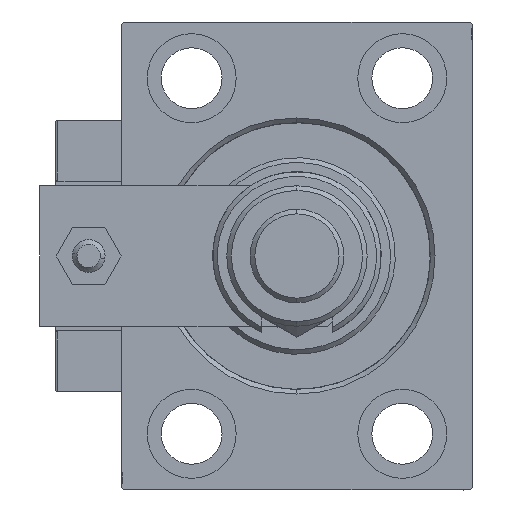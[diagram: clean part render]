
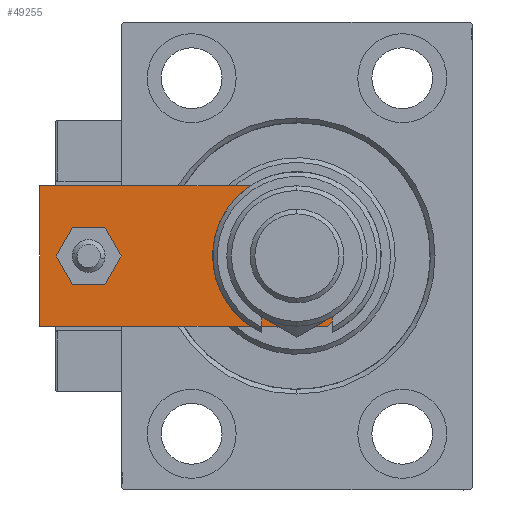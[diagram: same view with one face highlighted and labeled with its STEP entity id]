
A CAD part, left-side view. The second image highlights one B-rep face of the part: STEP entity #49255.
In plain terms, the highlighted face is planar.
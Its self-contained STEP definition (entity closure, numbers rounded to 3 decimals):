
#3390 = CARTESIAN_POINT ( 'NONE',  ( -3.25, -3.25, 8. ) ) ;
#3550 = CARTESIAN_POINT ( 'NONE',  ( 0., 0., 8. ) ) ;
#3930 = CARTESIAN_POINT ( 'NONE',  ( -15., 8.5, 8. ) ) ;
#4303 = AXIS2_PLACEMENT_3D ( 'NONE', #6195, #22591, #31858 ) ;
#4920 = DIRECTION ( 'NONE',  ( -1., 0., 0. ) ) ;
#5107 = ORIENTED_EDGE ( 'NONE', *, *, #5954, .T. ) ;
#5928 = VERTEX_POINT ( 'NONE', #34982 ) ;
#5954 = EDGE_CURVE ( 'NONE', #13091, #12676, #14255, .T. ) ;
#6195 = CARTESIAN_POINT ( 'NONE',  ( 0., 59.5, 8. ) ) ;
#7138 = VERTEX_POINT ( 'NONE', #3930 ) ;
#8474 = VERTEX_POINT ( 'NONE', #42029 ) ;
#8742 = CARTESIAN_POINT ( 'NONE',  ( 15., 8.5, 8. ) ) ;
#8793 = ORIENTED_EDGE ( 'NONE', *, *, #41216, .F. ) ;
#8821 = VERTEX_POINT ( 'NONE', #50143 ) ;
#11025 = VERTEX_POINT ( 'NONE', #40410 ) ;
#11043 = CARTESIAN_POINT ( 'NONE',  ( -10., 15., 8. ) ) ;
#11202 = ORIENTED_EDGE ( 'NONE', *, *, #51040, .T. ) ;
#11319 = DIRECTION ( 'NONE',  ( 0.707, -0.707, 0. ) ) ;
#11357 = ORIENTED_EDGE ( 'NONE', *, *, #16167, .F. ) ;
#12676 = VERTEX_POINT ( 'NONE', #37230 ) ;
#13091 = VERTEX_POINT ( 'NONE', #38507 ) ;
#13527 = CARTESIAN_POINT ( 'NONE',  ( 0., 59.5, 8. ) ) ;
#13588 = CARTESIAN_POINT ( 'NONE',  ( 0., 15., 8. ) ) ;
#14231 = VERTEX_POINT ( 'NONE', #8742 ) ;
#14255 = LINE ( 'NONE', #43128, #15410 ) ;
#15410 = VECTOR ( 'NONE', #47217, 1000. ) ;
#16167 = EDGE_CURVE ( 'NONE', #11025, #8821, #29604, .T. ) ;
#16642 = ORIENTED_EDGE ( 'NONE', *, *, #50093, .F. ) ;
#16644 = DIRECTION ( 'NONE',  ( 1., 0., 0. ) ) ;
#17355 = DIRECTION ( 'NONE',  ( 1., 0., 0. ) ) ;
#19699 = EDGE_LOOP ( 'NONE', ( #8793, #16642 ) ) ;
#19855 = DIRECTION ( 'NONE',  ( 0., -1., 0. ) ) ;
#20006 = VECTOR ( 'NONE', #4920, 1000. ) ;
#20448 = LINE ( 'NONE', #20715, #31430 ) ;
#20715 = CARTESIAN_POINT ( 'NONE',  ( 3.25, -3.25, 8. ) ) ;
#20737 = FACE_BOUND ( 'NONE', #49199, .T. ) ;
#21337 = EDGE_CURVE ( 'NONE', #14231, #5928, #51569, .T. ) ;
#22549 = AXIS2_PLACEMENT_3D ( 'NONE', #27382, #48065, #43973 ) ;
#22591 = DIRECTION ( 'NONE',  ( 0., 0., 1. ) ) ;
#22706 = CARTESIAN_POINT ( 'NONE',  ( 15., 0., 8. ) ) ;
#23445 = AXIS2_PLACEMENT_3D ( 'NONE', #3550, #37360, #16644 ) ;
#23948 = CARTESIAN_POINT ( 'NONE',  ( -15., 70., 8. ) ) ;
#25543 = DIRECTION ( 'NONE',  ( 0., 0., 1. ) ) ;
#26142 = AXIS2_PLACEMENT_3D ( 'NONE', #13527, #25543, #17355 ) ;
#27382 = CARTESIAN_POINT ( 'NONE',  ( 0., 15., 8. ) ) ;
#29523 = AXIS2_PLACEMENT_3D ( 'NONE', #13588, #46301, #38937 ) ;
#29604 = CIRCLE ( 'NONE', #26142, 4. ) ;
#30768 = VERTEX_POINT ( 'NONE', #11043 ) ;
#31430 = VECTOR ( 'NONE', #53942, 1000. ) ;
#31858 = DIRECTION ( 'NONE',  ( 1., 0., 0. ) ) ;
#32589 = ORIENTED_EDGE ( 'NONE', *, *, #40487, .F. ) ;
#33315 = CARTESIAN_POINT ( 'NONE',  ( 15., 70., 8. ) ) ;
#34040 = VECTOR ( 'NONE', #43668, 1000. ) ;
#34146 = EDGE_CURVE ( 'NONE', #7138, #13091, #48656, .T. ) ;
#34982 = CARTESIAN_POINT ( 'NONE',  ( 15., 70., 8. ) ) ;
#36074 = ORIENTED_EDGE ( 'NONE', *, *, #21337, .T. ) ;
#37230 = CARTESIAN_POINT ( 'NONE',  ( 6.5, 0., 8. ) ) ;
#37360 = DIRECTION ( 'NONE',  ( 0., 0., 1. ) ) ;
#38035 = VECTOR ( 'NONE', #11319, 1000. ) ;
#38507 = CARTESIAN_POINT ( 'NONE',  ( -6.5, 0., 8. ) ) ;
#38937 = DIRECTION ( 'NONE',  ( 1., 0., 0. ) ) ;
#39507 = ORIENTED_EDGE ( 'NONE', *, *, #53498, .T. ) ;
#40022 = CIRCLE ( 'NONE', #4303, 4. ) ;
#40410 = CARTESIAN_POINT ( 'NONE',  ( 4., 59.5, 8. ) ) ;
#40487 = EDGE_CURVE ( 'NONE', #8821, #11025, #40022, .T. ) ;
#40906 = PLANE ( 'NONE',  #23445 ) ;
#41196 = LINE ( 'NONE', #33315, #20006 ) ;
#41216 = EDGE_CURVE ( 'NONE', #30768, #52903, #48644, .T. ) ;
#41693 = VECTOR ( 'NONE', #19855, 1000. ) ;
#42029 = CARTESIAN_POINT ( 'NONE',  ( -15., 70., 8. ) ) ;
#42188 = EDGE_LOOP ( 'NONE', ( #11202, #50070, #5107, #39507, #36074, #43745 ) ) ;
#42878 = CARTESIAN_POINT ( 'NONE',  ( 10., 15., 8. ) ) ;
#43128 = CARTESIAN_POINT ( 'NONE',  ( -15., 0., 8. ) ) ;
#43668 = DIRECTION ( 'NONE',  ( 0., 1., 0. ) ) ;
#43745 = ORIENTED_EDGE ( 'NONE', *, *, #52328, .T. ) ;
#43973 = DIRECTION ( 'NONE',  ( 1., 0., 0. ) ) ;
#46062 = FACE_BOUND ( 'NONE', #19699, .T. ) ;
#46301 = DIRECTION ( 'NONE',  ( 0., 0., 1. ) ) ;
#47217 = DIRECTION ( 'NONE',  ( 1., 0., 0. ) ) ;
#48065 = DIRECTION ( 'NONE',  ( 0., 0., 1. ) ) ;
#48630 = CIRCLE ( 'NONE', #22549, 10. ) ;
#48644 = CIRCLE ( 'NONE', #29523, 10. ) ;
#48656 = LINE ( 'NONE', #3390, #38035 ) ;
#48734 = LINE ( 'NONE', #23948, #41693 ) ;
#49199 = EDGE_LOOP ( 'NONE', ( #32589, #11357 ) ) ;
#49255 = ADVANCED_FACE ( 'NONE', ( #20737, #49875, #46062 ), #40906, .T. ) ;
#49875 = FACE_OUTER_BOUND ( 'NONE', #42188, .T. ) ;
#50070 = ORIENTED_EDGE ( 'NONE', *, *, #34146, .T. ) ;
#50093 = EDGE_CURVE ( 'NONE', #52903, #30768, #48630, .T. ) ;
#50143 = CARTESIAN_POINT ( 'NONE',  ( -4., 59.5, 8. ) ) ;
#51040 = EDGE_CURVE ( 'NONE', #8474, #7138, #48734, .T. ) ;
#51569 = LINE ( 'NONE', #22706, #34040 ) ;
#52328 = EDGE_CURVE ( 'NONE', #5928, #8474, #41196, .T. ) ;
#52903 = VERTEX_POINT ( 'NONE', #42878 ) ;
#53498 = EDGE_CURVE ( 'NONE', #12676, #14231, #20448, .T. ) ;
#53942 = DIRECTION ( 'NONE',  ( 0.707, 0.707, 0. ) ) ;
